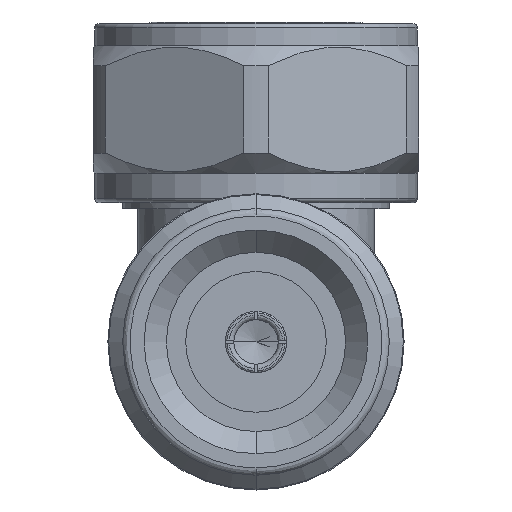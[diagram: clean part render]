
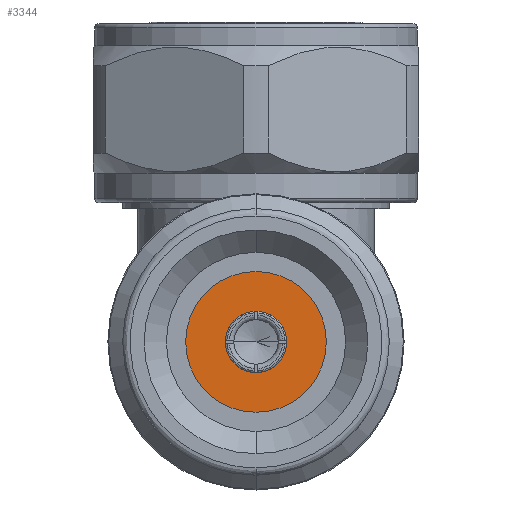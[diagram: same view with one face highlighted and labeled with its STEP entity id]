
A CAD part, left-side view. The second image highlights one B-rep face of the part: STEP entity #3344.
In plain terms, the highlighted face is planar.
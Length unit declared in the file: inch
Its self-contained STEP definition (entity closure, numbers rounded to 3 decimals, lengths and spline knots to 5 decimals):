
#9 = EDGE_LOOP ( 'NONE', ( #2144, #10329 ) ) ;
#832 = EDGE_CURVE ( 'NONE', #8796, #1705, #10123, .T. ) ;
#998 = FACE_BOUND ( 'NONE', #9, .T. ) ;
#1012 = CARTESIAN_POINT ( 'NONE',  ( -0.0813, 0., -0.46063 ) ) ;
#1215 = CARTESIAN_POINT ( 'NONE',  ( 0., 0., -0.46063 ) ) ;
#1705 = VERTEX_POINT ( 'NONE', #7255 ) ;
#2144 = ORIENTED_EDGE ( 'NONE', *, *, #3526, .F. ) ;
#2640 = DIRECTION ( 'NONE',  ( 0., 0., 1. ) ) ;
#2738 = ORIENTED_EDGE ( 'NONE', *, *, #832, .T. ) ;
#3344 = ADVANCED_FACE ( 'NONE', ( #5221, #998 ), #7143, .F. ) ;
#3479 = CARTESIAN_POINT ( 'NONE',  ( 0., 0., -0.46063 ) ) ;
#3526 = EDGE_CURVE ( 'NONE', #5944, #6128, #6741, .T. ) ;
#3586 = CIRCLE ( 'NONE', #9885, 0.0813 ) ;
#3868 = DIRECTION ( 'NONE',  ( 0., 0., -1. ) ) ;
#4051 = AXIS2_PLACEMENT_3D ( 'NONE', #1215, #3868, #8940 ) ;
#4163 = CARTESIAN_POINT ( 'NONE',  ( 0.0813, 0., -0.46063 ) ) ;
#4428 = CARTESIAN_POINT ( 'NONE',  ( 0., 0., -0.46063 ) ) ;
#4488 = DIRECTION ( 'NONE',  ( 1., 0., 0. ) ) ;
#5060 = EDGE_CURVE ( 'NONE', #6128, #5944, #3586, .T. ) ;
#5221 = FACE_OUTER_BOUND ( 'NONE', #5655, .T. ) ;
#5280 = DIRECTION ( 'NONE',  ( 1., 0., 0. ) ) ;
#5503 = CARTESIAN_POINT ( 'NONE',  ( 0., 0., -0.46063 ) ) ;
#5532 = ORIENTED_EDGE ( 'NONE', *, *, #9051, .T. ) ;
#5655 = EDGE_LOOP ( 'NONE', ( #2738, #5532 ) ) ;
#5805 = AXIS2_PLACEMENT_3D ( 'NONE', #10288, #9480, #9371 ) ;
#5944 = VERTEX_POINT ( 'NONE', #1012 ) ;
#6128 = VERTEX_POINT ( 'NONE', #4163 ) ;
#6245 = CARTESIAN_POINT ( 'NONE',  ( 0., -0.18701, -0.46063 ) ) ;
#6741 = CIRCLE ( 'NONE', #4051, 0.0813 ) ;
#7143 = PLANE ( 'NONE',  #7824 ) ;
#7255 = CARTESIAN_POINT ( 'NONE',  ( 0., 0.18701, -0.46063 ) ) ;
#7648 = CIRCLE ( 'NONE', #8014, 0.18701 ) ;
#7824 = AXIS2_PLACEMENT_3D ( 'NONE', #3479, #2640, #5280 ) ;
#8014 = AXIS2_PLACEMENT_3D ( 'NONE', #5503, #9779, #4488 ) ;
#8796 = VERTEX_POINT ( 'NONE', #6245 ) ;
#8940 = DIRECTION ( 'NONE',  ( 1., 0., 0. ) ) ;
#9051 = EDGE_CURVE ( 'NONE', #1705, #8796, #7648, .T. ) ;
#9371 = DIRECTION ( 'NONE',  ( 1., 0., 0. ) ) ;
#9480 = DIRECTION ( 'NONE',  ( 0., 0., -1. ) ) ;
#9655 = DIRECTION ( 'NONE',  ( 0., 0., -1. ) ) ;
#9779 = DIRECTION ( 'NONE',  ( 0., 0., -1. ) ) ;
#9885 = AXIS2_PLACEMENT_3D ( 'NONE', #4428, #9655, #10343 ) ;
#10123 = CIRCLE ( 'NONE', #5805, 0.18701 ) ;
#10288 = CARTESIAN_POINT ( 'NONE',  ( 0., 0., -0.46063 ) ) ;
#10329 = ORIENTED_EDGE ( 'NONE', *, *, #5060, .F. ) ;
#10343 = DIRECTION ( 'NONE',  ( 1., 0., 0. ) ) ;
